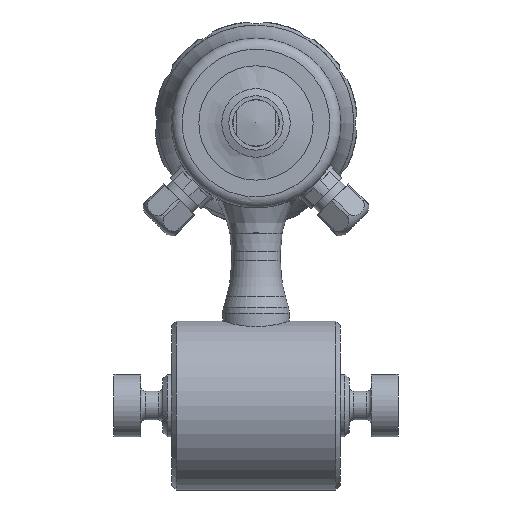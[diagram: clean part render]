
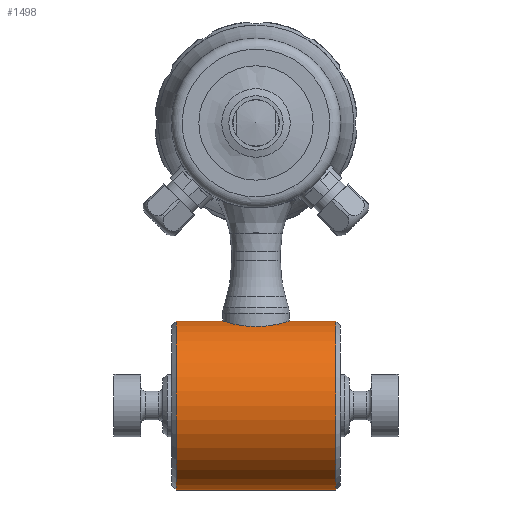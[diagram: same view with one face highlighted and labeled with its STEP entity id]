
A CAD part, left-side view. The second image highlights one B-rep face of the part: STEP entity #1498.
In plain terms, the highlighted cylindrical face has radius 38.05 mm (diameter 76.1 mm), a full revolution.
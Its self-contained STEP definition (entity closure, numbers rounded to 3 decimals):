
#1498 = ADVANCED_FACE( 'NONE', ( #3147, #3148, #3149 ), #3150, .T. );
#3147 = FACE_BOUND( '', #5456, .T. );
#3148 = FACE_OUTER_BOUND( '', #5457, .T. );
#3149 = FACE_OUTER_BOUND( '', #5458, .T. );
#3150 = CYLINDRICAL_SURFACE( '', #5459, 38.05 );
#5456 = EDGE_LOOP( '', ( #10074, #10075, #10076, #10077, #10078, #10079 ) );
#5457 = EDGE_LOOP( '', ( #10080 ) );
#5458 = EDGE_LOOP( '', ( #10081 ) );
#5459 = AXIS2_PLACEMENT_3D( '', #10082, #10083, #10084 );
#10074 = ORIENTED_EDGE( '', *, *, #11455, .F. );
#10075 = ORIENTED_EDGE( '', *, *, #11858, .F. );
#10076 = ORIENTED_EDGE( '', *, *, #11628, .F. );
#10077 = ORIENTED_EDGE( '', *, *, #11190, .F. );
#10078 = ORIENTED_EDGE( '', *, *, #11741, .F. );
#10079 = ORIENTED_EDGE( '', *, *, #11630, .F. );
#10080 = ORIENTED_EDGE( '', *, *, #12220, .F. );
#10081 = ORIENTED_EDGE( '', *, *, #10567, .T. );
#10082 = CARTESIAN_POINT( '', ( 0., -109.971, 0. ) );
#10083 = DIRECTION( '', ( 0., 1., 0. ) );
#10084 = DIRECTION( '', ( 0., 0., 1. ) );
#10567 = EDGE_CURVE( 'NONE', #12400, #12400, #12401, .T. );
#11190 = EDGE_CURVE( '', #13437, #13440, #13441, .F. );
#11455 = EDGE_CURVE( '', #13860, #13862, #13863, .F. );
#11628 = EDGE_CURVE( '', #13440, #14100, #14101, .T. );
#11630 = EDGE_CURVE( '', #13862, #14103, #14104, .T. );
#11741 = EDGE_CURVE( '', #14103, #13437, #14253, .T. );
#11858 = EDGE_CURVE( '', #14100, #13860, #14411, .T. );
#12220 = EDGE_CURVE( 'NONE', #14855, #14855, #14856, .T. );
#12400 = VERTEX_POINT( '', #15067 );
#12401 = CIRCLE( '', #15068, 38.05 );
#13437 = VERTEX_POINT( '', #17543 );
#13440 = VERTEX_POINT( '', #17561 );
#13441 = LINE( '', #17562, #17563 );
#13860 = VERTEX_POINT( '', #18733 );
#13862 = VERTEX_POINT( '', #18752 );
#13863 = LINE( '', #18753, #18754 );
#14100 = VERTEX_POINT( '', #19314 );
#14101 = B_SPLINE_CURVE_WITH_KNOTS( '', 3, ( #19315, #19316, #19317, #19318, #19319, #19320, #19321, #19322, #19323, #19324, #19325, #19326 ), .UNSPECIFIED., .F., .F., ( 4, 1, 1, 1, 1, 1, 1, 1, 1, 4 ), ( 0., 0.1, 0.2, 0.3, 0.4, 0.499, 0.5, 0.666, 0.833, 1. ), .UNSPECIFIED. );
#14103 = VERTEX_POINT( '', #19339 );
#14104 = B_SPLINE_CURVE_WITH_KNOTS( '', 3, ( #19340, #19341, #19342, #19343, #19344, #19345, #19346, #19347, #19348, #19349, #19350, #19351, #19352 ), .UNSPECIFIED., .F., .F., ( 4, 1, 1, 1, 1, 1, 1, 1, 1, 1, 4 ), ( 0., 0.1, 0.2, 0.3, 0.4, 0.5, 0.6, 0.7, 0.8, 0.9, 1. ), .UNSPECIFIED. );
#14253 = LINE( '', #19792, #19793 );
#14411 = LINE( '', #20157, #20158 );
#14855 = VERTEX_POINT( '', #21719 );
#14856 = CIRCLE( '', #21720, 38.05 );
#15067 = CARTESIAN_POINT( '', ( 0., 36., 38.05 ) );
#15068 = AXIS2_PLACEMENT_3D( '', #21935, #21936, #21937 );
#17543 = CARTESIAN_POINT( '', ( -1.786, 9.331, 38.008 ) );
#17561 = CARTESIAN_POINT( '', ( -1.786, -14.893, 38.008 ) );
#17562 = CARTESIAN_POINT( '', ( -1.786, -15., 38.008 ) );
#17563 = VECTOR( '', #22645, 1000. );
#18733 = CARTESIAN_POINT( '', ( 1.786, 9.331, 38.008 ) );
#18752 = CARTESIAN_POINT( '', ( 1.786, 14.893, 38.008 ) );
#18753 = CARTESIAN_POINT( '', ( 1.786, 0.036, 38.008 ) );
#18754 = VECTOR( '', #22914, 1000. );
#19314 = CARTESIAN_POINT( '', ( 1.786, -14.893, 38.008 ) );
#19315 = CARTESIAN_POINT( '', ( -1.786, -14.893, 38.008 ) );
#19316 = CARTESIAN_POINT( '', ( -1.667, -14.907, 38.013 ) );
#19317 = CARTESIAN_POINT( '', ( -1.43, -14.934, 38.024 ) );
#19318 = CARTESIAN_POINT( '', ( -1.073, -14.963, 38.035 ) );
#19319 = CARTESIAN_POINT( '', ( -0.716, -14.984, 38.044 ) );
#19320 = CARTESIAN_POINT( '', ( -0.359, -14.997, 38.049 ) );
#19321 = CARTESIAN_POINT( '', ( -0.12, -15., 38.05 ) );
#19322 = CARTESIAN_POINT( '', ( 0.198, -15., 38.05 ) );
#19323 = CARTESIAN_POINT( '', ( 0.596, -14.992, 38.047 ) );
#19324 = CARTESIAN_POINT( '', ( 1.192, -14.958, 38.033 ) );
#19325 = CARTESIAN_POINT( '', ( 1.588, -14.915, 38.016 ) );
#19326 = CARTESIAN_POINT( '', ( 1.786, -14.893, 38.008 ) );
#19339 = CARTESIAN_POINT( '', ( -1.786, 14.893, 38.008 ) );
#19340 = CARTESIAN_POINT( '', ( 1.786, 14.893, 38.008 ) );
#19341 = CARTESIAN_POINT( '', ( 1.667, 14.907, 38.013 ) );
#19342 = CARTESIAN_POINT( '', ( 1.43, 14.933, 38.024 ) );
#19343 = CARTESIAN_POINT( '', ( 1.073, 14.963, 38.035 ) );
#19344 = CARTESIAN_POINT( '', ( 0.716, 14.984, 38.044 ) );
#19345 = CARTESIAN_POINT( '', ( 0.358, 14.997, 38.049 ) );
#19346 = CARTESIAN_POINT( '', ( 0., 15.001, 38.05 ) );
#19347 = CARTESIAN_POINT( '', ( -0.358, 14.997, 38.049 ) );
#19348 = CARTESIAN_POINT( '', ( -0.716, 14.984, 38.044 ) );
#19349 = CARTESIAN_POINT( '', ( -1.073, 14.963, 38.035 ) );
#19350 = CARTESIAN_POINT( '', ( -1.43, 14.933, 38.024 ) );
#19351 = CARTESIAN_POINT( '', ( -1.667, 14.907, 38.013 ) );
#19352 = CARTESIAN_POINT( '', ( -1.786, 14.893, 38.008 ) );
#19792 = CARTESIAN_POINT( '', ( -1.786, 0.036, 38.008 ) );
#19793 = VECTOR( '', #23193, 1000. );
#20157 = CARTESIAN_POINT( '', ( 1.786, -15., 38.008 ) );
#20158 = VECTOR( '', #23304, 1000. );
#21719 = CARTESIAN_POINT( '', ( 0., -36., 38.05 ) );
#21720 = AXIS2_PLACEMENT_3D( '', #23558, #23559, #23560 );
#21935 = CARTESIAN_POINT( '', ( 0., 36., 0. ) );
#21936 = DIRECTION( '', ( 0., -1., 0. ) );
#21937 = DIRECTION( '', ( 0., 0., 1. ) );
#22645 = DIRECTION( '', ( 0., 1., 0. ) );
#22914 = DIRECTION( '', ( 0., -1., 0. ) );
#23193 = DIRECTION( '', ( 0., -1., 0. ) );
#23304 = DIRECTION( '', ( 0., 1., 0. ) );
#23558 = CARTESIAN_POINT( '', ( 0., -36., 0. ) );
#23559 = DIRECTION( '', ( 0., -1., 0. ) );
#23560 = DIRECTION( '', ( 0., 0., 1. ) );
